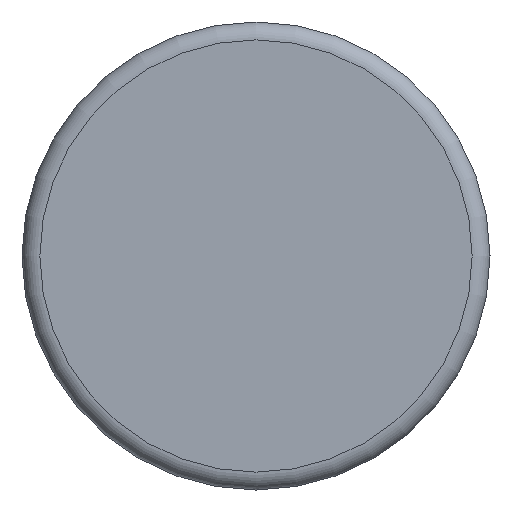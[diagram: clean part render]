
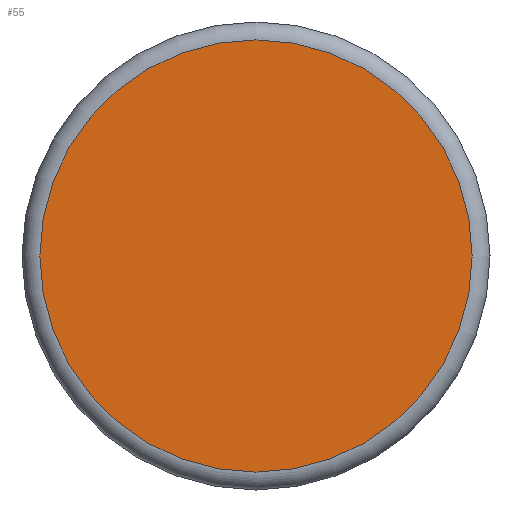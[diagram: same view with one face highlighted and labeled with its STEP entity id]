
A CAD part, left-side view. The second image highlights one B-rep face of the part: STEP entity #55.
In plain terms, the highlighted planar face has unit normal (-1, 0, 0).
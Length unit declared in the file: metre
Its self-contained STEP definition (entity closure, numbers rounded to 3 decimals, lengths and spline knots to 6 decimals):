
#15=PLANE('',#76);
#19=ORIENTED_EDGE('',*,*,#27,.T.);
#27=EDGE_CURVE('',#31,#31,#35,.F.);
#31=VERTEX_POINT('',#111);
#35=CIRCLE('',#77,0.01208);
#39=EDGE_LOOP('',(#19));
#47=FACE_BOUND('',#39,.T.);
#55=ADVANCED_FACE('',(#47),#15,.F.);
#76=AXIS2_PLACEMENT_3D('',#109,#92,#93);
#77=AXIS2_PLACEMENT_3D('',#110,#94,#95);
#92=DIRECTION('',(1.,0.,0.));
#93=DIRECTION('',(0.,1.,0.));
#94=DIRECTION('',(1.,0.,0.));
#95=DIRECTION('',(0.,0.,-1.));
#109=CARTESIAN_POINT('',(-0.037515,0.,0.));
#110=CARTESIAN_POINT('',(-0.037515,0.,0.));
#111=CARTESIAN_POINT('',(-0.037515,0.,-0.01208));
